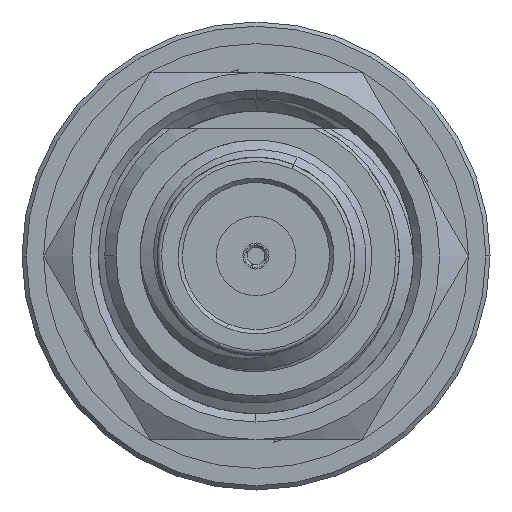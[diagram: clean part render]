
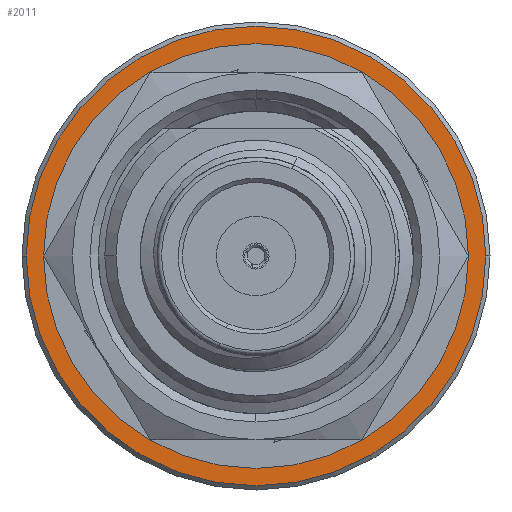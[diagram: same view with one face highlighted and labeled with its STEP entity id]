
A CAD part, left-side view. The second image highlights one B-rep face of the part: STEP entity #2011.
In plain terms, the highlighted planar face has unit normal (-1, 0, 0).
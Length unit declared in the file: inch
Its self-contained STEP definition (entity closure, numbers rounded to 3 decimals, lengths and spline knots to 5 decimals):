
#189 = CARTESIAN_POINT ( 'NONE',  ( 0.5948, 0.27335, 0. ) ) ;
#669 = PLANE ( 'NONE',  #15338 ) ;
#1156 = CIRCLE ( 'NONE', #17273, 0.27335 ) ;
#2011 = ADVANCED_FACE ( 'NONE', ( #19133, #10574 ), #669, .T. ) ;
#2781 = VERTEX_POINT ( 'NONE', #17857 ) ;
#4581 = CARTESIAN_POINT ( 'NONE',  ( 0.5948, -0.24, 0. ) ) ;
#5150 = ORIENTED_EDGE ( 'NONE', *, *, #12878, .T. ) ;
#5481 = CARTESIAN_POINT ( 'NONE',  ( 0.5948, 0., 0. ) ) ;
#5659 = DIRECTION ( 'NONE',  ( -1., 0., 0. ) ) ;
#5936 = CARTESIAN_POINT ( 'NONE',  ( 0.5948, 0., 0. ) ) ;
#6076 = CIRCLE ( 'NONE', #14945, 0.27335 ) ;
#7930 = ORIENTED_EDGE ( 'NONE', *, *, #13095, .T. ) ;
#9409 = VERTEX_POINT ( 'NONE', #189 ) ;
#10183 = CARTESIAN_POINT ( 'NONE',  ( 0.5948, -0.27335, 0. ) ) ;
#10574 = FACE_BOUND ( 'NONE', #22036, .T. ) ;
#10673 = DIRECTION ( 'NONE',  ( 1., 0., 0. ) ) ;
#11454 = VERTEX_POINT ( 'NONE', #4581 ) ;
#11641 = DIRECTION ( 'NONE',  ( 1., 0., 0. ) ) ;
#12088 = DIRECTION ( 'NONE',  ( 0., -1., 0. ) ) ;
#12878 = EDGE_CURVE ( 'NONE', #2781, #11454, #19895, .T. ) ;
#13095 = EDGE_CURVE ( 'NONE', #17649, #9409, #1156, .T. ) ;
#13165 = EDGE_CURVE ( 'NONE', #9409, #17649, #6076, .T. ) ;
#13966 = EDGE_LOOP ( 'NONE', ( #16135, #7930 ) ) ;
#14945 = AXIS2_PLACEMENT_3D ( 'NONE', #5936, #16032, #12088 ) ;
#15153 = DIRECTION ( 'NONE',  ( 0., -1., 0. ) ) ;
#15338 = AXIS2_PLACEMENT_3D ( 'NONE', #21429, #15346, #15153 ) ;
#15346 = DIRECTION ( 'NONE',  ( -1., 0., 0. ) ) ;
#16032 = DIRECTION ( 'NONE',  ( -1., 0., 0. ) ) ;
#16135 = ORIENTED_EDGE ( 'NONE', *, *, #13165, .T. ) ;
#16404 = ORIENTED_EDGE ( 'NONE', *, *, #26668, .T. ) ;
#16816 = CARTESIAN_POINT ( 'NONE',  ( 0.5948, 0., 0. ) ) ;
#17273 = AXIS2_PLACEMENT_3D ( 'NONE', #18370, #5659, #18176 ) ;
#17649 = VERTEX_POINT ( 'NONE', #10183 ) ;
#17857 = CARTESIAN_POINT ( 'NONE',  ( 0.5948, 0.24, 0. ) ) ;
#18176 = DIRECTION ( 'NONE',  ( 0., -1., 0. ) ) ;
#18370 = CARTESIAN_POINT ( 'NONE',  ( 0.5948, 0., 0. ) ) ;
#18738 = CIRCLE ( 'NONE', #21412, 0.24 ) ;
#19133 = FACE_OUTER_BOUND ( 'NONE', #13966, .T. ) ;
#19895 = CIRCLE ( 'NONE', #22903, 0.24 ) ;
#21412 = AXIS2_PLACEMENT_3D ( 'NONE', #16816, #10673, #25397 ) ;
#21429 = CARTESIAN_POINT ( 'NONE',  ( 0.5948, 0.24, 0. ) ) ;
#22036 = EDGE_LOOP ( 'NONE', ( #5150, #16404 ) ) ;
#22114 = DIRECTION ( 'NONE',  ( 0., 1., 0. ) ) ;
#22903 = AXIS2_PLACEMENT_3D ( 'NONE', #5481, #11641, #22114 ) ;
#25397 = DIRECTION ( 'NONE',  ( 0., 1., 0. ) ) ;
#26668 = EDGE_CURVE ( 'NONE', #11454, #2781, #18738, .T. ) ;
